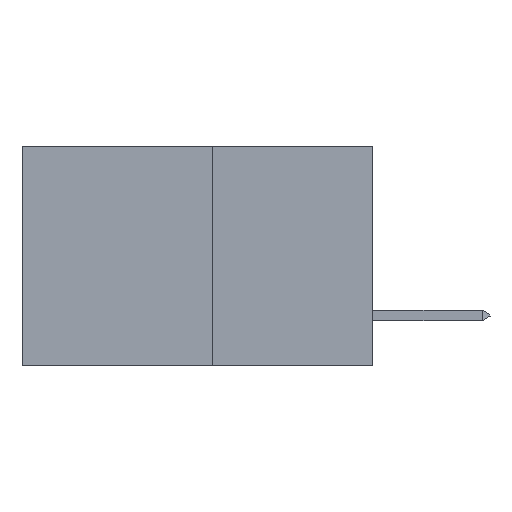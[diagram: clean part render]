
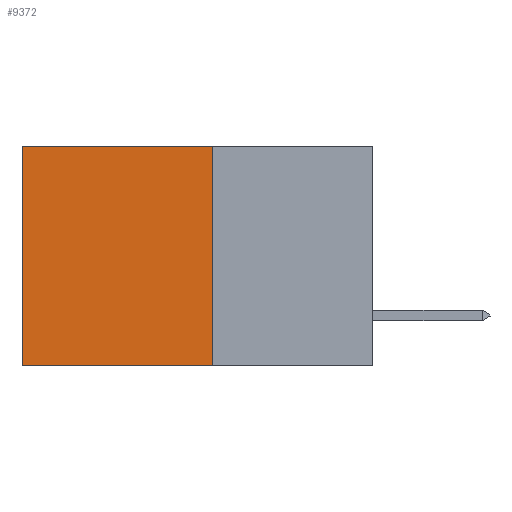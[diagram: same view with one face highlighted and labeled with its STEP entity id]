
A CAD part, left-side view. The second image highlights one B-rep face of the part: STEP entity #9372.
In plain terms, the highlighted planar face has unit normal (-1, 0, 0).
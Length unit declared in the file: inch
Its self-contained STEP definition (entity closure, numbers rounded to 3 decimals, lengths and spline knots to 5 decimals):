
#700 = CARTESIAN_POINT ( 'NONE',  ( 0.277, 0.27, -0.37 ) ) ;
#1982 = DIRECTION ( 'NONE',  ( 0., 1., 0. ) ) ;
#2195 = AXIS2_PLACEMENT_3D ( 'NONE', #700, #11993, #2319 ) ;
#2203 = VERTEX_POINT ( 'NONE', #13029 ) ;
#2319 = DIRECTION ( 'NONE',  ( 0., 0., -1. ) ) ;
#2523 = DIRECTION ( 'NONE',  ( 0., 0., -1. ) ) ;
#2582 = ORIENTED_EDGE ( 'NONE', *, *, #6102, .T. ) ;
#3511 = CARTESIAN_POINT ( 'NONE',  ( 0.277, 0.27, 0. ) ) ;
#4584 = VECTOR ( 'NONE', #10679, 39.37008 ) ;
#5806 = LINE ( 'NONE', #13804, #6784 ) ;
#6027 = VECTOR ( 'NONE', #18566, 39.37008 ) ;
#6102 = EDGE_CURVE ( 'NONE', #18558, #2203, #14592, .T. ) ;
#6784 = VECTOR ( 'NONE', #2523, 39.37008 ) ;
#6793 = VERTEX_POINT ( 'NONE', #10751 ) ;
#7387 = CARTESIAN_POINT ( 'NONE',  ( 0.277, 0.27, 0. ) ) ;
#8789 = FACE_OUTER_BOUND ( 'NONE', #18736, .T. ) ;
#9092 = CARTESIAN_POINT ( 'NONE',  ( 0.277, 0.27, -0.37 ) ) ;
#9372 = ADVANCED_FACE ( 'NONE', ( #8789 ), #20017, .F. ) ;
#10509 = EDGE_CURVE ( 'NONE', #19996, #6793, #17535, .T. ) ;
#10679 = DIRECTION ( 'NONE',  ( 0., 0., -1. ) ) ;
#10751 = CARTESIAN_POINT ( 'NONE',  ( 0.277, 0.59, -0.37 ) ) ;
#11650 = CARTESIAN_POINT ( 'NONE',  ( 0.277, 0.27, -0.37 ) ) ;
#11993 = DIRECTION ( 'NONE',  ( 1., 0., 0. ) ) ;
#13029 = CARTESIAN_POINT ( 'NONE',  ( 0.277, 0.59, 0. ) ) ;
#13707 = VECTOR ( 'NONE', #1982, 39.37008 ) ;
#13804 = CARTESIAN_POINT ( 'NONE',  ( 0.277, 0.59, -0.37 ) ) ;
#14085 = EDGE_CURVE ( 'NONE', #2203, #6793, #5806, .T. ) ;
#14592 = LINE ( 'NONE', #7387, #6027 ) ;
#16967 = ORIENTED_EDGE ( 'NONE', *, *, #10509, .F. ) ;
#16980 = LINE ( 'NONE', #9092, #4584 ) ;
#17535 = LINE ( 'NONE', #11650, #13707 ) ;
#18319 = EDGE_CURVE ( 'NONE', #18558, #19996, #16980, .T. ) ;
#18558 = VERTEX_POINT ( 'NONE', #3511 ) ;
#18566 = DIRECTION ( 'NONE',  ( 0., 1., 0. ) ) ;
#18736 = EDGE_LOOP ( 'NONE', ( #19717, #16967, #20216, #2582 ) ) ;
#19717 = ORIENTED_EDGE ( 'NONE', *, *, #14085, .T. ) ;
#19996 = VERTEX_POINT ( 'NONE', #20248 ) ;
#20017 = PLANE ( 'NONE',  #2195 ) ;
#20216 = ORIENTED_EDGE ( 'NONE', *, *, #18319, .F. ) ;
#20248 = CARTESIAN_POINT ( 'NONE',  ( 0.277, 0.27, -0.37 ) ) ;
